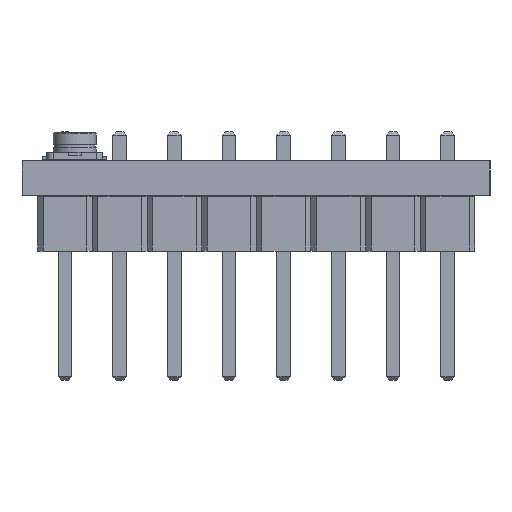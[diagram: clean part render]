
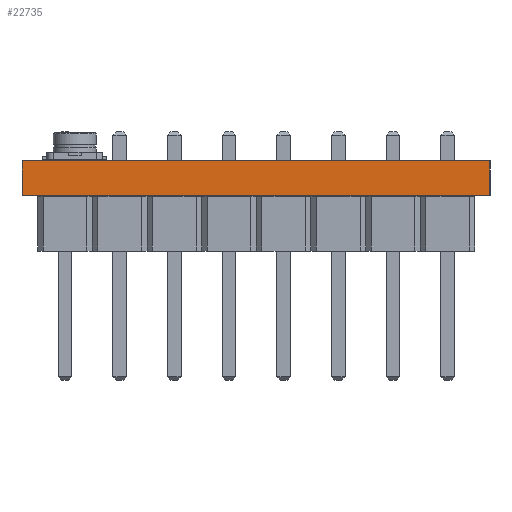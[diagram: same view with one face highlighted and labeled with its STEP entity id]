
A CAD part, left-side view. The second image highlights one B-rep face of the part: STEP entity #22735.
In plain terms, the highlighted planar face has unit normal (-1, 0, 0).
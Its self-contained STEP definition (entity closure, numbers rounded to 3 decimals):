
#22735 = ADVANCED_FACE('',(#22736),#22750,.T.);
#22736 = FACE_BOUND('',#22737,.T.);
#22737 = EDGE_LOOP('',(#22738,#22773,#22801,#22829));
#22738 = ORIENTED_EDGE('',*,*,#22739,.T.);
#22739 = EDGE_CURVE('',#22740,#22742,#22744,.T.);
#22740 = VERTEX_POINT('',#22741);
#22741 = CARTESIAN_POINT('',(76.,-78.,0.));
#22742 = VERTEX_POINT('',#22743);
#22743 = CARTESIAN_POINT('',(76.,-78.,1.6));
#22744 = SURFACE_CURVE('',#22745,(#22749,#22761),.PCURVE_S1.);
#22745 = LINE('',#22746,#22747);
#22746 = CARTESIAN_POINT('',(76.,-78.,0.));
#22747 = VECTOR('',#22748,1.);
#22748 = DIRECTION('',(0.,0.,1.));
#22749 = PCURVE('',#22750,#22755);
#22750 = PLANE('',#22751);
#22751 = AXIS2_PLACEMENT_3D('',#22752,#22753,#22754);
#22752 = CARTESIAN_POINT('',(76.,-78.,0.));
#22753 = DIRECTION('',(-1.,0.,0.));
#22754 = DIRECTION('',(0.,1.,0.));
#22755 = DEFINITIONAL_REPRESENTATION('',(#22756),#22760);
#22756 = LINE('',#22757,#22758);
#22757 = CARTESIAN_POINT('',(0.,0.));
#22758 = VECTOR('',#22759,1.);
#22759 = DIRECTION('',(0.,-1.));
#22760 = ( GEOMETRIC_REPRESENTATION_CONTEXT(2) 
PARAMETRIC_REPRESENTATION_CONTEXT() REPRESENTATION_CONTEXT('2D SPACE',''
  ) );
#22761 = PCURVE('',#22762,#22767);
#22762 = PLANE('',#22763);
#22763 = AXIS2_PLACEMENT_3D('',#22764,#22765,#22766);
#22764 = CARTESIAN_POINT('',(102.8,-78.,0.));
#22765 = DIRECTION('',(0.,-1.,0.));
#22766 = DIRECTION('',(-1.,0.,0.));
#22767 = DEFINITIONAL_REPRESENTATION('',(#22768),#22772);
#22768 = LINE('',#22769,#22770);
#22769 = CARTESIAN_POINT('',(26.8,0.));
#22770 = VECTOR('',#22771,1.);
#22771 = DIRECTION('',(0.,-1.));
#22772 = ( GEOMETRIC_REPRESENTATION_CONTEXT(2) 
PARAMETRIC_REPRESENTATION_CONTEXT() REPRESENTATION_CONTEXT('2D SPACE',''
  ) );
#22773 = ORIENTED_EDGE('',*,*,#22774,.T.);
#22774 = EDGE_CURVE('',#22742,#22775,#22777,.T.);
#22775 = VERTEX_POINT('',#22776);
#22776 = CARTESIAN_POINT('',(76.,-56.25,1.6));
#22777 = SURFACE_CURVE('',#22778,(#22782,#22789),.PCURVE_S1.);
#22778 = LINE('',#22779,#22780);
#22779 = CARTESIAN_POINT('',(76.,-78.,1.6));
#22780 = VECTOR('',#22781,1.);
#22781 = DIRECTION('',(0.,1.,0.));
#22782 = PCURVE('',#22750,#22783);
#22783 = DEFINITIONAL_REPRESENTATION('',(#22784),#22788);
#22784 = LINE('',#22785,#22786);
#22785 = CARTESIAN_POINT('',(0.,-1.6));
#22786 = VECTOR('',#22787,1.);
#22787 = DIRECTION('',(1.,0.));
#22788 = ( GEOMETRIC_REPRESENTATION_CONTEXT(2) 
PARAMETRIC_REPRESENTATION_CONTEXT() REPRESENTATION_CONTEXT('2D SPACE',''
  ) );
#22789 = PCURVE('',#22790,#22795);
#22790 = PLANE('',#22791);
#22791 = AXIS2_PLACEMENT_3D('',#22792,#22793,#22794);
#22792 = CARTESIAN_POINT('',(89.4,-67.125,1.6));
#22793 = DIRECTION('',(-0.,-0.,-1.));
#22794 = DIRECTION('',(-1.,0.,0.));
#22795 = DEFINITIONAL_REPRESENTATION('',(#22796),#22800);
#22796 = LINE('',#22797,#22798);
#22797 = CARTESIAN_POINT('',(13.4,-10.875));
#22798 = VECTOR('',#22799,1.);
#22799 = DIRECTION('',(0.,1.));
#22800 = ( GEOMETRIC_REPRESENTATION_CONTEXT(2) 
PARAMETRIC_REPRESENTATION_CONTEXT() REPRESENTATION_CONTEXT('2D SPACE',''
  ) );
#22801 = ORIENTED_EDGE('',*,*,#22802,.F.);
#22802 = EDGE_CURVE('',#22803,#22775,#22805,.T.);
#22803 = VERTEX_POINT('',#22804);
#22804 = CARTESIAN_POINT('',(76.,-56.25,0.));
#22805 = SURFACE_CURVE('',#22806,(#22810,#22817),.PCURVE_S1.);
#22806 = LINE('',#22807,#22808);
#22807 = CARTESIAN_POINT('',(76.,-56.25,0.));
#22808 = VECTOR('',#22809,1.);
#22809 = DIRECTION('',(0.,0.,1.));
#22810 = PCURVE('',#22750,#22811);
#22811 = DEFINITIONAL_REPRESENTATION('',(#22812),#22816);
#22812 = LINE('',#22813,#22814);
#22813 = CARTESIAN_POINT('',(21.75,0.));
#22814 = VECTOR('',#22815,1.);
#22815 = DIRECTION('',(0.,-1.));
#22816 = ( GEOMETRIC_REPRESENTATION_CONTEXT(2) 
PARAMETRIC_REPRESENTATION_CONTEXT() REPRESENTATION_CONTEXT('2D SPACE',''
  ) );
#22817 = PCURVE('',#22818,#22823);
#22818 = PLANE('',#22819);
#22819 = AXIS2_PLACEMENT_3D('',#22820,#22821,#22822);
#22820 = CARTESIAN_POINT('',(76.,-56.25,0.));
#22821 = DIRECTION('',(0.,1.,0.));
#22822 = DIRECTION('',(1.,0.,0.));
#22823 = DEFINITIONAL_REPRESENTATION('',(#22824),#22828);
#22824 = LINE('',#22825,#22826);
#22825 = CARTESIAN_POINT('',(0.,0.));
#22826 = VECTOR('',#22827,1.);
#22827 = DIRECTION('',(0.,-1.));
#22828 = ( GEOMETRIC_REPRESENTATION_CONTEXT(2) 
PARAMETRIC_REPRESENTATION_CONTEXT() REPRESENTATION_CONTEXT('2D SPACE',''
  ) );
#22829 = ORIENTED_EDGE('',*,*,#22830,.F.);
#22830 = EDGE_CURVE('',#22740,#22803,#22831,.T.);
#22831 = SURFACE_CURVE('',#22832,(#22836,#22843),.PCURVE_S1.);
#22832 = LINE('',#22833,#22834);
#22833 = CARTESIAN_POINT('',(76.,-78.,0.));
#22834 = VECTOR('',#22835,1.);
#22835 = DIRECTION('',(0.,1.,0.));
#22836 = PCURVE('',#22750,#22837);
#22837 = DEFINITIONAL_REPRESENTATION('',(#22838),#22842);
#22838 = LINE('',#22839,#22840);
#22839 = CARTESIAN_POINT('',(0.,0.));
#22840 = VECTOR('',#22841,1.);
#22841 = DIRECTION('',(1.,0.));
#22842 = ( GEOMETRIC_REPRESENTATION_CONTEXT(2) 
PARAMETRIC_REPRESENTATION_CONTEXT() REPRESENTATION_CONTEXT('2D SPACE',''
  ) );
#22843 = PCURVE('',#22844,#22849);
#22844 = PLANE('',#22845);
#22845 = AXIS2_PLACEMENT_3D('',#22846,#22847,#22848);
#22846 = CARTESIAN_POINT('',(89.4,-67.125,0.));
#22847 = DIRECTION('',(-0.,-0.,-1.));
#22848 = DIRECTION('',(-1.,0.,0.));
#22849 = DEFINITIONAL_REPRESENTATION('',(#22850),#22854);
#22850 = LINE('',#22851,#22852);
#22851 = CARTESIAN_POINT('',(13.4,-10.875));
#22852 = VECTOR('',#22853,1.);
#22853 = DIRECTION('',(0.,1.));
#22854 = ( GEOMETRIC_REPRESENTATION_CONTEXT(2) 
PARAMETRIC_REPRESENTATION_CONTEXT() REPRESENTATION_CONTEXT('2D SPACE',''
  ) );
